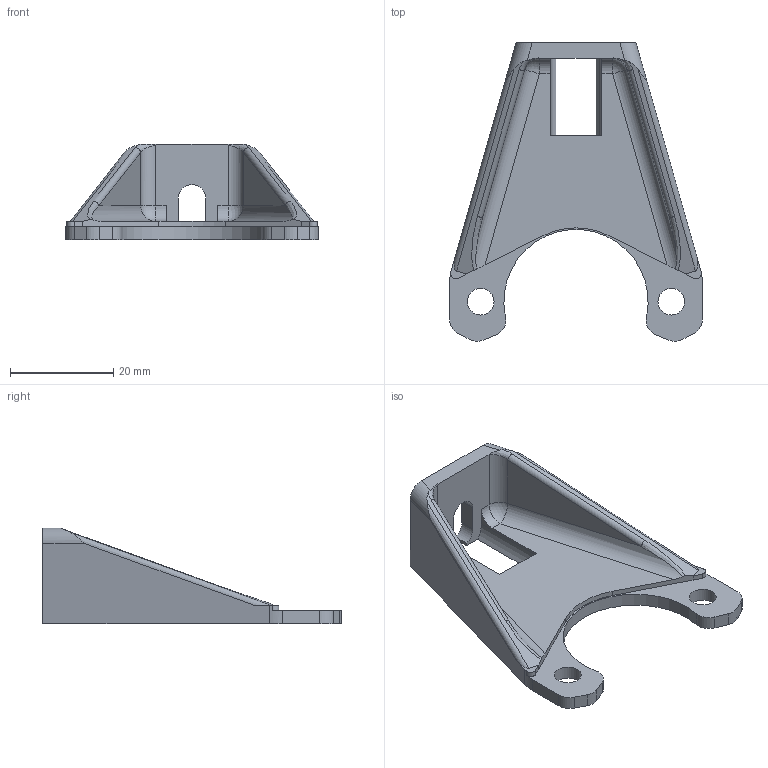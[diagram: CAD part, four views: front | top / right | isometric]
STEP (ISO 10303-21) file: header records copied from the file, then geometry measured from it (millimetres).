
FILE_DESCRIPTION(/* description */ (''),/* implementation_level */ '2;1');
FILE_NAME(/* name */ 'Z top bracket - rear.step',/* time_stamp */ '2023-10-19T16:17:38+08:00',/* author */ (''),/* organization */ (''),/* preprocessor_version */ 'ST-DEVELOPER v20',/* originating_system */ 'Autodesk Translation Framework v12.14.0.127',/* authorisation */ '');
FILE_SCHEMA (('AUTOMOTIVE_DESIGN { 1 0 10303 214 3 1 1 }'));
Length unit declared in the file: millimetre
Products named in the file (1): rear Z top bracket - printed
Bounding box: 49 x 57.89 x 18.6 mm (x, y, z)
Volume: 8259.3 mm3; surface area: 5861.6 mm2
Topology: 1 solids, 1 shells, 68 faces, 194 edges, 126 vertices
Faces by surface type: cylinder 31, plane 31, bspline 4, sphere 2
Full cylindrical faces by diameter (mm): 5.2 x2
Entity records: 2426 total; most frequent: CARTESIAN_POINT 576, ORIENTED_EDGE 388, DIRECTION 382, EDGE_CURVE 194, AXIS2_PLACEMENT_3D 133, VERTEX_POINT 126, LINE 116, VECTOR 116
